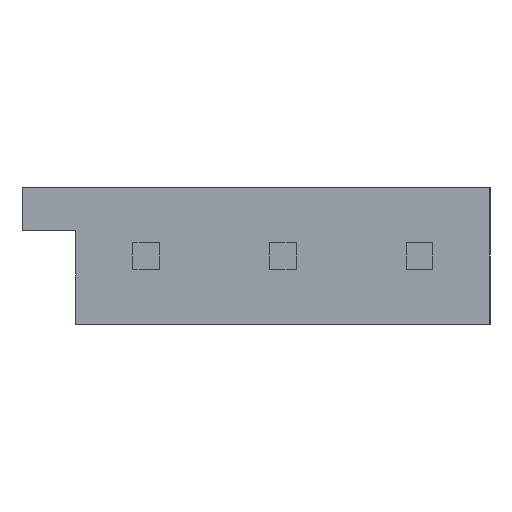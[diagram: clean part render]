
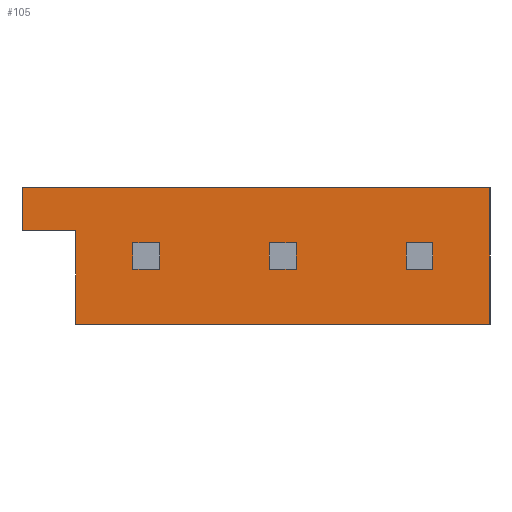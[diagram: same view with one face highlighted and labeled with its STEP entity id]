
A CAD part, left-side view. The second image highlights one B-rep face of the part: STEP entity #105.
In plain terms, the highlighted planar face has unit normal (-1, 0, 0).
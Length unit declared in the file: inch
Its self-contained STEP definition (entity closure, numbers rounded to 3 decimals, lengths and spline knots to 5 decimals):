
#5 = EDGE_CURVE ( 'NONE', #958, #953, #280, .T. ) ;
#10 = EDGE_CURVE ( 'NONE', #933, #906, #282, .T. ) ;
#13 = VERTEX_POINT ( 'NONE', #288 ) ;
#15 = EDGE_CURVE ( 'NONE', #910, #13, #271, .T. ) ;
#19 = EDGE_CURVE ( 'NONE', #20, #922, #252, .T. ) ;
#20 = VERTEX_POINT ( 'NONE', #260 ) ;
#24 = EDGE_LOOP ( 'NONE', ( #97, #103, #62, #63 ) ) ;
#29 = EDGE_CURVE ( 'NONE', #906, #910, #320, .T. ) ;
#37 = EDGE_CURVE ( 'NONE', #228, #987, #327, .T. ) ;
#56 = EDGE_CURVE ( 'NONE', #976, #966, #411, .T. ) ;
#62 = ORIENTED_EDGE ( 'NONE', *, *, #954, .F. ) ;
#63 = ORIENTED_EDGE ( 'NONE', *, *, #226, .F. ) ;
#65 = EDGE_CURVE ( 'NONE', #20, #13, #346, .T. ) ;
#66 = ORIENTED_EDGE ( 'NONE', *, *, #15, .T. ) ;
#67 = ORIENTED_EDGE ( 'NONE', *, *, #65, .F. ) ;
#69 = ORIENTED_EDGE ( 'NONE', *, *, #10, .T. ) ;
#70 = ORIENTED_EDGE ( 'NONE', *, *, #29, .T. ) ;
#71 = ORIENTED_EDGE ( 'NONE', *, *, #209, .F. ) ;
#72 = EDGE_LOOP ( 'NONE', ( #73, #69, #70, #66, #67, #93 ) ) ;
#73 = ORIENTED_EDGE ( 'NONE', *, *, #936, .F. ) ;
#74 = ORIENTED_EDGE ( 'NONE', *, *, #974, .F. ) ;
#93 = ORIENTED_EDGE ( 'NONE', *, *, #19, .T. ) ;
#95 = EDGE_LOOP ( 'NONE', ( #96, #120, #117, #118 ) ) ;
#96 = ORIENTED_EDGE ( 'NONE', *, *, #990, .F. ) ;
#97 = ORIENTED_EDGE ( 'NONE', *, *, #948, .F. ) ;
#103 = ORIENTED_EDGE ( 'NONE', *, *, #5, .T. ) ;
#105 = ADVANCED_FACE ( 'NONE', ( #372, #367, #366, #354 ), #353, .T. ) ;
#115 = ORIENTED_EDGE ( 'NONE', *, *, #37, .T. ) ;
#116 = EDGE_LOOP ( 'NONE', ( #119, #115, #74, #71 ) ) ;
#117 = ORIENTED_EDGE ( 'NONE', *, *, #940, .F. ) ;
#118 = ORIENTED_EDGE ( 'NONE', *, *, #212, .F. ) ;
#119 = ORIENTED_EDGE ( 'NONE', *, *, #238, .F. ) ;
#120 = ORIENTED_EDGE ( 'NONE', *, *, #56, .T. ) ;
#195 = VERTEX_POINT ( 'NONE', #578 ) ;
#207 = VERTEX_POINT ( 'NONE', #531 ) ;
#209 = EDGE_CURVE ( 'NONE', #232, #195, #534, .T. ) ;
#212 = EDGE_CURVE ( 'NONE', #213, #207, #609, .T. ) ;
#213 = VERTEX_POINT ( 'NONE', #590 ) ;
#220 = VERTEX_POINT ( 'NONE', #619 ) ;
#223 = VERTEX_POINT ( 'NONE', #598 ) ;
#226 = EDGE_CURVE ( 'NONE', #223, #220, #605, .T. ) ;
#228 = VERTEX_POINT ( 'NONE', #587 ) ;
#232 = VERTEX_POINT ( 'NONE', #614 ) ;
#238 = EDGE_CURVE ( 'NONE', #228, #232, #634, .T. ) ;
#245 = DIRECTION ( 'NONE',  ( 0., 0., 1. ) ) ;
#246 = VECTOR ( 'NONE', #245, 39.37008 ) ;
#251 = CARTESIAN_POINT ( 'NONE',  ( -0.27559, 0.19094, -0.05 ) ) ;
#252 = LINE ( 'NONE', #251, #262 ) ;
#260 = CARTESIAN_POINT ( 'NONE',  ( -0.27559, 0.19094, 0.05 ) ) ;
#261 = DIRECTION ( 'NONE',  ( 0., 0., -1. ) ) ;
#262 = VECTOR ( 'NONE', #261, 39.37008 ) ;
#270 = CARTESIAN_POINT ( 'NONE',  ( -0.27559, -0.15157, -0.05 ) ) ;
#271 = LINE ( 'NONE', #270, #246 ) ;
#277 = DIRECTION ( 'NONE',  ( 0., 0., -1. ) ) ;
#278 = VECTOR ( 'NONE', #277, 39.37008 ) ;
#279 = CARTESIAN_POINT ( 'NONE',  ( -0.27559, -0.10984, -0.05 ) ) ;
#280 = LINE ( 'NONE', #279, #278 ) ;
#281 = CARTESIAN_POINT ( 'NONE',  ( -0.27559, 0.15157, -0.05 ) ) ;
#282 = LINE ( 'NONE', #281, #290 ) ;
#288 = CARTESIAN_POINT ( 'NONE',  ( -0.27559, -0.15157, 0.05 ) ) ;
#289 = DIRECTION ( 'NONE',  ( 0., 0., -1. ) ) ;
#290 = VECTOR ( 'NONE', #289, 39.37008 ) ;
#293 = VECTOR ( 'NONE', #333, 39.37008 ) ;
#294 = CARTESIAN_POINT ( 'NONE',  ( -0.27559, 0.15157, -0.05 ) ) ;
#308 = DIRECTION ( 'NONE',  ( 0., 1., 0. ) ) ;
#309 = VECTOR ( 'NONE', #308, 39.37008 ) ;
#310 = CARTESIAN_POINT ( 'NONE',  ( -0.27559, 0.15157, -0.00984 ) ) ;
#320 = LINE ( 'NONE', #294, #293 ) ;
#327 = LINE ( 'NONE', #310, #309 ) ;
#333 = DIRECTION ( 'NONE',  ( 0., -1., 0. ) ) ;
#345 = CARTESIAN_POINT ( 'NONE',  ( -0.27559, 0., 0.05 ) ) ;
#346 = LINE ( 'NONE', #345, #357 ) ;
#349 = DIRECTION ( 'NONE',  ( 0., 0., 1. ) ) ;
#350 = DIRECTION ( 'NONE',  ( -1., 0., 0. ) ) ;
#351 = CARTESIAN_POINT ( 'NONE',  ( -0.27559, 0.15157, -0.05 ) ) ;
#352 = AXIS2_PLACEMENT_3D ( 'NONE', #351, #350, #349 ) ;
#353 = PLANE ( 'NONE',  #352 ) ;
#354 = FACE_OUTER_BOUND ( 'NONE', #72, .T. ) ;
#356 = DIRECTION ( 'NONE',  ( 0., -1., 0. ) ) ;
#357 = VECTOR ( 'NONE', #356, 39.37008 ) ;
#366 = FACE_BOUND ( 'NONE', #116, .T. ) ;
#367 = FACE_BOUND ( 'NONE', #95, .T. ) ;
#372 = FACE_BOUND ( 'NONE', #24, .T. ) ;
#411 = LINE ( 'NONE', #412, #414 ) ;
#412 = CARTESIAN_POINT ( 'NONE',  ( -0.27559, 0.15157, -0.00984 ) ) ;
#413 = DIRECTION ( 'NONE',  ( 0., 1., 0. ) ) ;
#414 = VECTOR ( 'NONE', #413, 39.37008 ) ;
#531 = CARTESIAN_POINT ( 'NONE',  ( -0.27559, 0.00984, 0.00984 ) ) ;
#534 = LINE ( 'NONE', #539, #538 ) ;
#537 = DIRECTION ( 'NONE',  ( 0., 1., 0. ) ) ;
#538 = VECTOR ( 'NONE', #537, 39.37008 ) ;
#539 = CARTESIAN_POINT ( 'NONE',  ( -0.27559, 0.09016, 0.00984 ) ) ;
#578 = CARTESIAN_POINT ( 'NONE',  ( -0.27559, 0.10984, 0.00984 ) ) ;
#587 = CARTESIAN_POINT ( 'NONE',  ( -0.27559, 0.09016, -0.00984 ) ) ;
#588 = DIRECTION ( 'NONE',  ( 0., 0., -1. ) ) ;
#590 = CARTESIAN_POINT ( 'NONE',  ( -0.27559, -0.00984, 0.00984 ) ) ;
#592 = VECTOR ( 'NONE', #632, 39.37008 ) ;
#598 = CARTESIAN_POINT ( 'NONE',  ( -0.27559, -0.09016, 0.00984 ) ) ;
#603 = VECTOR ( 'NONE', #588, 39.37008 ) ;
#604 = CARTESIAN_POINT ( 'NONE',  ( -0.27559, -0.09016, 0.00984 ) ) ;
#605 = LINE ( 'NONE', #604, #603 ) ;
#606 = DIRECTION ( 'NONE',  ( 0., 1., 0. ) ) ;
#607 = VECTOR ( 'NONE', #606, 39.37008 ) ;
#608 = CARTESIAN_POINT ( 'NONE',  ( -0.27559, -0.00984, 0.00984 ) ) ;
#609 = LINE ( 'NONE', #608, #607 ) ;
#614 = CARTESIAN_POINT ( 'NONE',  ( -0.27559, 0.09016, 0.00984 ) ) ;
#619 = CARTESIAN_POINT ( 'NONE',  ( -0.27559, -0.09016, -0.00984 ) ) ;
#632 = DIRECTION ( 'NONE',  ( 0., 0., 1. ) ) ;
#633 = CARTESIAN_POINT ( 'NONE',  ( -0.27559, 0.09016, -0.00984 ) ) ;
#634 = LINE ( 'NONE', #633, #592 ) ;
#641 = CARTESIAN_POINT ( 'NONE',  ( -0.27559, 0.15157, 0.0185 ) ) ;
#650 = CARTESIAN_POINT ( 'NONE',  ( -0.27559, -0.15157, -0.05 ) ) ;
#683 = CARTESIAN_POINT ( 'NONE',  ( -0.27559, 0.15157, -0.05 ) ) ;
#689 = CARTESIAN_POINT ( 'NONE',  ( -0.27559, 0.19094, 0.0185 ) ) ;
#698 = LINE ( 'NONE', #705, #704 ) ;
#703 = DIRECTION ( 'NONE',  ( 0., 1., 0. ) ) ;
#704 = VECTOR ( 'NONE', #703, 39.37008 ) ;
#705 = CARTESIAN_POINT ( 'NONE',  ( -0.27559, -0.10984, 0.00984 ) ) ;
#711 = CARTESIAN_POINT ( 'NONE',  ( -0.27559, -0.10984, -0.00984 ) ) ;
#719 = CARTESIAN_POINT ( 'NONE',  ( -0.27559, -0.10984, 0.00984 ) ) ;
#721 = CARTESIAN_POINT ( 'NONE',  ( -0.27559, -0.09016, -0.00984 ) ) ;
#722 = LINE ( 'NONE', #721, #724 ) ;
#723 = DIRECTION ( 'NONE',  ( 0., -1., 0. ) ) ;
#724 = VECTOR ( 'NONE', #723, 39.37008 ) ;
#725 = DIRECTION ( 'NONE',  ( 0., 0., -1. ) ) ;
#726 = VECTOR ( 'NONE', #725, 39.37008 ) ;
#727 = CARTESIAN_POINT ( 'NONE',  ( -0.27559, 0.00984, 0.00984 ) ) ;
#728 = LINE ( 'NONE', #727, #726 ) ;
#735 = DIRECTION ( 'NONE',  ( 0., 1., 0. ) ) ;
#736 = CARTESIAN_POINT ( 'NONE',  ( -0.27559, 0.15157, 0.0185 ) ) ;
#737 = LINE ( 'NONE', #736, #738 ) ;
#738 = VECTOR ( 'NONE', #735, 39.37008 ) ;
#777 = LINE ( 'NONE', #780, #782 ) ;
#780 = CARTESIAN_POINT ( 'NONE',  ( -0.27559, -0.00984, -0.00984 ) ) ;
#781 = DIRECTION ( 'NONE',  ( 0., 0., 1. ) ) ;
#782 = VECTOR ( 'NONE', #781, 39.37008 ) ;
#783 = CARTESIAN_POINT ( 'NONE',  ( -0.27559, -0.00984, -0.00984 ) ) ;
#787 = CARTESIAN_POINT ( 'NONE',  ( -0.27559, 0.10984, -0.00984 ) ) ;
#798 = DIRECTION ( 'NONE',  ( 0., 0., -1. ) ) ;
#799 = VECTOR ( 'NONE', #798, 39.37008 ) ;
#800 = CARTESIAN_POINT ( 'NONE',  ( -0.27559, 0.10984, 0.00984 ) ) ;
#801 = LINE ( 'NONE', #800, #799 ) ;
#817 = CARTESIAN_POINT ( 'NONE',  ( -0.27559, 0.00984, -0.00984 ) ) ;
#906 = VERTEX_POINT ( 'NONE', #683 ) ;
#910 = VERTEX_POINT ( 'NONE', #650 ) ;
#922 = VERTEX_POINT ( 'NONE', #689 ) ;
#933 = VERTEX_POINT ( 'NONE', #641 ) ;
#936 = EDGE_CURVE ( 'NONE', #933, #922, #737, .T. ) ;
#940 = EDGE_CURVE ( 'NONE', #207, #966, #728, .T. ) ;
#948 = EDGE_CURVE ( 'NONE', #958, #223, #698, .T. ) ;
#953 = VERTEX_POINT ( 'NONE', #711 ) ;
#954 = EDGE_CURVE ( 'NONE', #220, #953, #722, .T. ) ;
#958 = VERTEX_POINT ( 'NONE', #719 ) ;
#966 = VERTEX_POINT ( 'NONE', #817 ) ;
#974 = EDGE_CURVE ( 'NONE', #195, #987, #801, .T. ) ;
#976 = VERTEX_POINT ( 'NONE', #783 ) ;
#987 = VERTEX_POINT ( 'NONE', #787 ) ;
#990 = EDGE_CURVE ( 'NONE', #976, #213, #777, .T. ) ;
